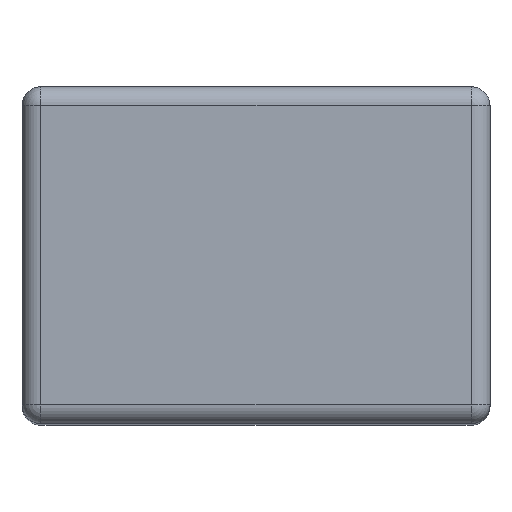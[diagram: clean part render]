
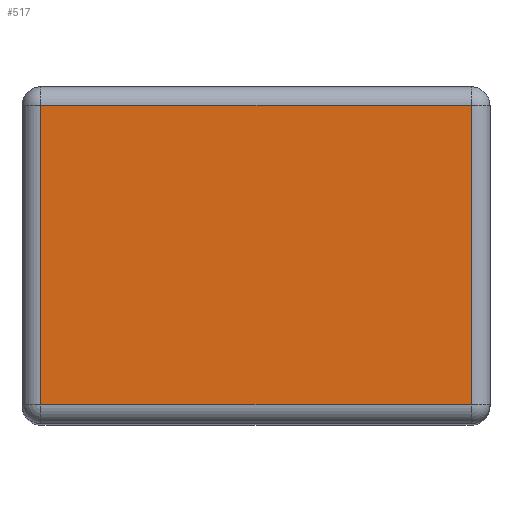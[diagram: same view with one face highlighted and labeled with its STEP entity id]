
A CAD part, top view. The second image highlights one B-rep face of the part: STEP entity #517.
In plain terms, the highlighted planar face has unit normal (0, 0, 1).
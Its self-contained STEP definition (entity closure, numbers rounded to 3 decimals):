
#208 = VERTEX_POINT('',#209);
#209 = CARTESIAN_POINT('',(-5.75,4.,25.));
#216 = EDGE_CURVE('',#208,#217,#219,.T.);
#217 = VERTEX_POINT('',#218);
#218 = CARTESIAN_POINT('',(5.75,4.,25.));
#219 = LINE('',#220,#221);
#220 = CARTESIAN_POINT('',(-6.25,4.,25.));
#221 = VECTOR('',#222,1.);
#222 = DIRECTION('',(1.,0.,0.));
#517 = ADVANCED_FACE('',(#518),#543,.F.);
#518 = FACE_BOUND('',#519,.F.);
#519 = EDGE_LOOP('',(#520,#528,#529,#537));
#520 = ORIENTED_EDGE('',*,*,#521,.T.);
#521 = EDGE_CURVE('',#522,#208,#524,.T.);
#522 = VERTEX_POINT('',#523);
#523 = CARTESIAN_POINT('',(-5.75,-4.,25.));
#524 = LINE('',#525,#526);
#525 = CARTESIAN_POINT('',(-5.75,-4.5,25.));
#526 = VECTOR('',#527,1.);
#527 = DIRECTION('',(0.,1.,0.));
#528 = ORIENTED_EDGE('',*,*,#216,.T.);
#529 = ORIENTED_EDGE('',*,*,#530,.T.);
#530 = EDGE_CURVE('',#217,#531,#533,.T.);
#531 = VERTEX_POINT('',#532);
#532 = CARTESIAN_POINT('',(5.75,-4.,25.));
#533 = LINE('',#534,#535);
#534 = CARTESIAN_POINT('',(5.75,4.5,25.));
#535 = VECTOR('',#536,1.);
#536 = DIRECTION('',(0.,-1.,0.));
#537 = ORIENTED_EDGE('',*,*,#538,.T.);
#538 = EDGE_CURVE('',#531,#522,#539,.T.);
#539 = LINE('',#540,#541);
#540 = CARTESIAN_POINT('',(6.25,-4.,25.));
#541 = VECTOR('',#542,1.);
#542 = DIRECTION('',(-1.,0.,0.));
#543 = PLANE('',#544);
#544 = AXIS2_PLACEMENT_3D('',#545,#546,#547);
#545 = CARTESIAN_POINT('',(0.,0.,25.));
#546 = DIRECTION('',(-0.,-0.,-1.));
#547 = DIRECTION('',(-1.,0.,0.));
